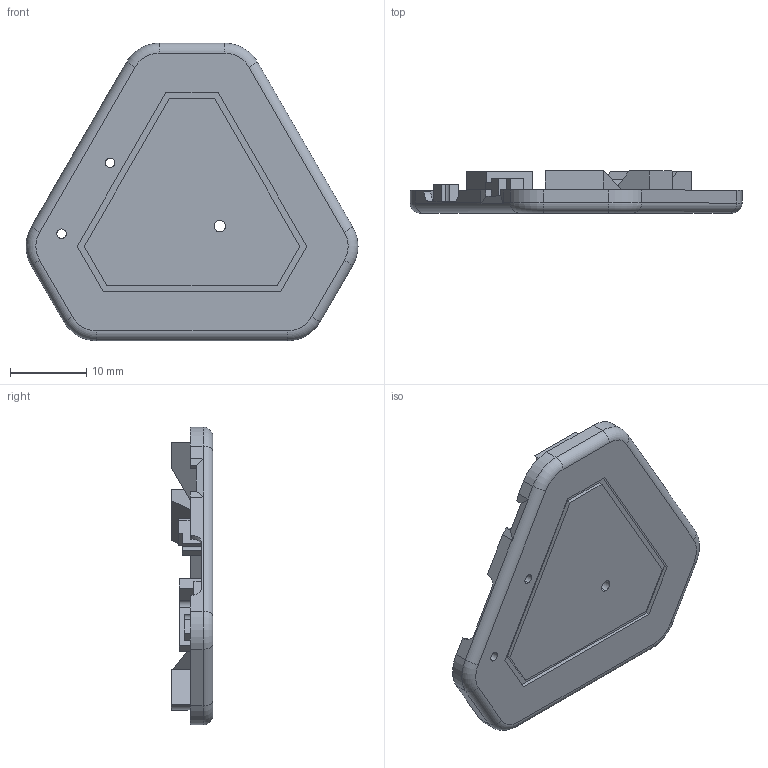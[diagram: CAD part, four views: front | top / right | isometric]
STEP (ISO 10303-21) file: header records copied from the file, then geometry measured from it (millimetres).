
FILE_DESCRIPTION (( 'STEP AP214' ), '1' );
FILE_NAME ('temp3.STEP', '2024-05-05T22:56:05', ( '' ), ( '' ), 'SwSTEP 2.0', 'SolidWorks 2023', '' );
FILE_SCHEMA (( 'AUTOMOTIVE_DESIGN' ));
Length unit declared in the file: millimetre
Products named in the file (1): temp3
Bounding box: 43.66 x 5.5 x 39.15 mm (x, y, z)
Volume: 2705.1 mm3; surface area: 3631.3 mm2
Topology: 1 solids, 1 shells, 128 faces, 341 edges, 222 vertices
Faces by surface type: plane 92, cylinder 29, torus 6, cone 1
Entity records: 3985 total; most frequent: CARTESIAN_POINT 703, ORIENTED_EDGE 682, DIRECTION 666, EDGE_CURVE 341, LINE 268, VECTOR 268, VERTEX_POINT 222, AXIS2_PLACEMENT_3D 199
